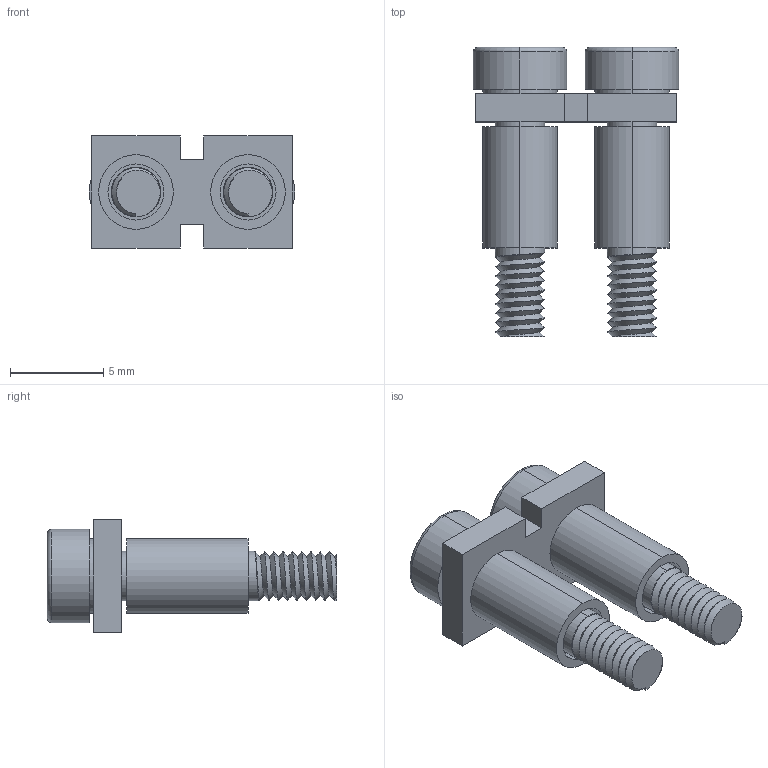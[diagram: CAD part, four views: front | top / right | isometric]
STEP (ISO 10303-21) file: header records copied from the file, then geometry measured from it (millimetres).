
FILE_DESCRIPTION (( 'STEP AP214' ), '1' );
FILE_NAME ('KN-2J10.step', '2015-05-04T11:21:34', ( '' ), ( '' ), 'SwSTEP 2.0', 'SolidWorks 2014', '' );
FILE_SCHEMA (( 'AUTOMOTIVE_DESIGN' ));
Length unit declared in the file: millimetre
Products named in the file (1): KN-2J10
Bounding box: 11 x 15.5 x 6 mm (x, y, z)
Volume: 360 mm3; surface area: 991.5 mm2
Topology: 7 solids, 7 shells, 82 faces, 188 edges, 122 vertices
Faces by surface type: plane 40, cylinder 30, bspline 8, torus 4
Entity records: 4250 total; most frequent: CARTESIAN_POINT 1987, DIRECTION 388, ORIENTED_EDGE 376, EDGE_CURVE 188, AXIS2_PLACEMENT_3D 145, VERTEX_POINT 122, VECTOR 98, LINE 98
